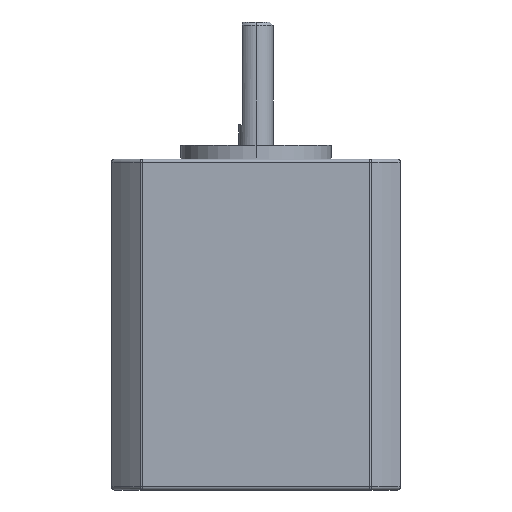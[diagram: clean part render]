
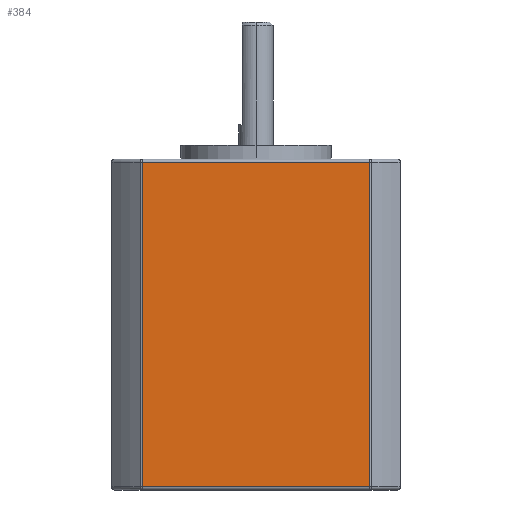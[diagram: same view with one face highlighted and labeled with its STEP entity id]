
A CAD part, left-side view. The second image highlights one B-rep face of the part: STEP entity #384.
In plain terms, the highlighted planar face has unit normal (-1, 0, 0).
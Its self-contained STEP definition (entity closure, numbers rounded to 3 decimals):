
#1 = LINE ( 'NONE', #1711, #998 ) ;
#21 = LINE ( 'NONE', #1722, #996 ) ;
#24 = LINE ( 'NONE', #1679, #66 ) ;
#25 = LINE ( 'NONE', #1652, #68 ) ;
#66 = VECTOR ( 'NONE', #1641, 1000. ) ;
#68 = VECTOR ( 'NONE', #1654, 1000. ) ;
#214 = AXIS2_PLACEMENT_3D ( 'NONE', #374, #354, #283 ) ;
#283 = DIRECTION ( 'NONE',  ( 0., 0., -1. ) ) ;
#332 = PLANE ( 'NONE',  #214 ) ;
#354 = DIRECTION ( 'NONE',  ( 1., 0., 0. ) ) ;
#374 = CARTESIAN_POINT ( 'NONE',  ( -21.15, 16.783, 48.3 ) ) ;
#384 = ADVANCED_FACE ( 'NONE', ( #1791 ), #332, .F. ) ;
#409 = EDGE_CURVE ( 'NONE', #1424, #1411, #24, .T. ) ;
#410 = EDGE_CURVE ( 'NONE', #1401, #1424, #25, .T. ) ;
#413 = EDGE_CURVE ( 'NONE', #1411, #1407, #1, .T. ) ;
#414 = EDGE_CURVE ( 'NONE', #1407, #1401, #21, .T. ) ;
#996 = VECTOR ( 'NONE', #1723, 1000. ) ;
#998 = VECTOR ( 'NONE', #1693, 1000. ) ;
#1024 = EDGE_LOOP ( 'NONE', ( #1289, #1192, #1213, #1202 ) ) ;
#1192 = ORIENTED_EDGE ( 'NONE', *, *, #414, .T. ) ;
#1202 = ORIENTED_EDGE ( 'NONE', *, *, #409, .T. ) ;
#1213 = ORIENTED_EDGE ( 'NONE', *, *, #410, .T. ) ;
#1289 = ORIENTED_EDGE ( 'NONE', *, *, #413, .T. ) ;
#1401 = VERTEX_POINT ( 'NONE', #1865 ) ;
#1407 = VERTEX_POINT ( 'NONE', #1912 ) ;
#1411 = VERTEX_POINT ( 'NONE', #1909 ) ;
#1424 = VERTEX_POINT ( 'NONE', #1906 ) ;
#1641 = DIRECTION ( 'NONE',  ( 0., -1., 0. ) ) ;
#1652 = CARTESIAN_POINT ( 'NONE',  ( -21.15, 16.608, 48.3 ) ) ;
#1654 = DIRECTION ( 'NONE',  ( 0., 0., -1. ) ) ;
#1679 = CARTESIAN_POINT ( 'NONE',  ( -21.15, 16.783, 0.5 ) ) ;
#1693 = DIRECTION ( 'NONE',  ( 0., 0., 1. ) ) ;
#1711 = CARTESIAN_POINT ( 'NONE',  ( -21.15, -16.608, 48.3 ) ) ;
#1722 = CARTESIAN_POINT ( 'NONE',  ( -21.15, 16.783, 47.8 ) ) ;
#1723 = DIRECTION ( 'NONE',  ( 0., 1., 0. ) ) ;
#1791 = FACE_OUTER_BOUND ( 'NONE', #1024, .T. ) ;
#1865 = CARTESIAN_POINT ( 'NONE',  ( -21.15, 16.608, 47.8 ) ) ;
#1906 = CARTESIAN_POINT ( 'NONE',  ( -21.15, 16.608, 0.5 ) ) ;
#1909 = CARTESIAN_POINT ( 'NONE',  ( -21.15, -16.608, 0.5 ) ) ;
#1912 = CARTESIAN_POINT ( 'NONE',  ( -21.15, -16.608, 47.8 ) ) ;
